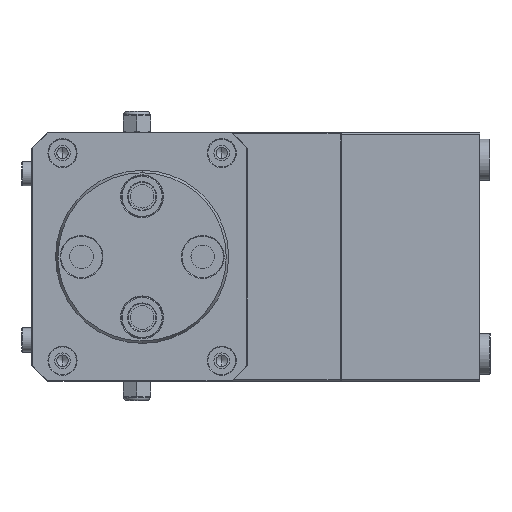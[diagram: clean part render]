
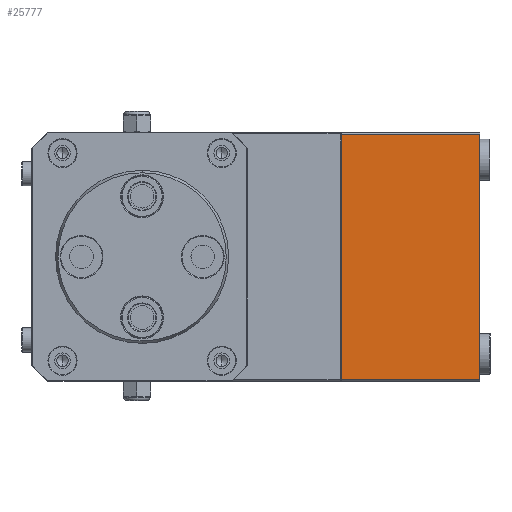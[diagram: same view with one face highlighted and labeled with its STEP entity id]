
A CAD part, left-side view. The second image highlights one B-rep face of the part: STEP entity #25777.
In plain terms, the highlighted planar face has unit normal (-1, 0, 0).
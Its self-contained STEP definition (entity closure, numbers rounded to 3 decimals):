
#546 = DIRECTION ( 'NONE',  ( 0., 1., 0. ) ) ;
#814 = LINE ( 'NONE', #11923, #8539 ) ;
#1299 = CARTESIAN_POINT ( 'NONE',  ( -62.5, 35.45, -40. ) ) ;
#3565 = CARTESIAN_POINT ( 'NONE',  ( -62.5, 35.95, -40. ) ) ;
#5585 = DIRECTION ( 'NONE',  ( 1., 0., 0. ) ) ;
#6864 = ORIENTED_EDGE ( 'NONE', *, *, #15995, .F. ) ;
#8539 = VECTOR ( 'NONE', #34991, 1000. ) ;
#8599 = LINE ( 'NONE', #3565, #29217 ) ;
#8904 = CARTESIAN_POINT ( 'NONE',  ( -62.5, -35.45, -40. ) ) ;
#9352 = VERTEX_POINT ( 'NONE', #29368 ) ;
#10492 = CARTESIAN_POINT ( 'NONE',  ( -62.5, 35.45, -40. ) ) ;
#10620 = DIRECTION ( 'NONE',  ( 0., 0., -1. ) ) ;
#11176 = VERTEX_POINT ( 'NONE', #29078 ) ;
#11307 = EDGE_CURVE ( 'NONE', #11176, #13868, #36723, .T. ) ;
#11923 = CARTESIAN_POINT ( 'NONE',  ( -62.5, -35.45, -40. ) ) ;
#12159 = VECTOR ( 'NONE', #20757, 1000. ) ;
#12307 = ORIENTED_EDGE ( 'NONE', *, *, #21686, .T. ) ;
#12913 = DIRECTION ( 'NONE',  ( 0., 1., 0. ) ) ;
#13868 = VERTEX_POINT ( 'NONE', #1299 ) ;
#14567 = ORIENTED_EDGE ( 'NONE', *, *, #11307, .T. ) ;
#15995 = EDGE_CURVE ( 'NONE', #37595, #13868, #8599, .T. ) ;
#16584 = VECTOR ( 'NONE', #10620, 1000. ) ;
#20757 = DIRECTION ( 'NONE',  ( 0., 1., 0. ) ) ;
#21686 = EDGE_CURVE ( 'NONE', #9352, #11176, #37430, .T. ) ;
#25107 = AXIS2_PLACEMENT_3D ( 'NONE', #31811, #5585, #12913 ) ;
#25563 = EDGE_CURVE ( 'NONE', #37595, #9352, #814, .T. ) ;
#25777 = ADVANCED_FACE ( 'NONE', ( #31751 ), #42215, .F. ) ;
#26415 = ORIENTED_EDGE ( 'NONE', *, *, #25563, .T. ) ;
#29078 = CARTESIAN_POINT ( 'NONE',  ( -62.5, 35.45, 0. ) ) ;
#29217 = VECTOR ( 'NONE', #546, 1000. ) ;
#29368 = CARTESIAN_POINT ( 'NONE',  ( -62.5, -35.45, 0. ) ) ;
#30837 = CARTESIAN_POINT ( 'NONE',  ( -62.5, 35.95, 0. ) ) ;
#31751 = FACE_OUTER_BOUND ( 'NONE', #39091, .T. ) ;
#31811 = CARTESIAN_POINT ( 'NONE',  ( -62.5, 35.95, -40. ) ) ;
#34991 = DIRECTION ( 'NONE',  ( 0., 0., 1. ) ) ;
#36723 = LINE ( 'NONE', #10492, #16584 ) ;
#37430 = LINE ( 'NONE', #30837, #12159 ) ;
#37595 = VERTEX_POINT ( 'NONE', #8904 ) ;
#39091 = EDGE_LOOP ( 'NONE', ( #12307, #14567, #6864, #26415 ) ) ;
#42215 = PLANE ( 'NONE',  #25107 ) ;
